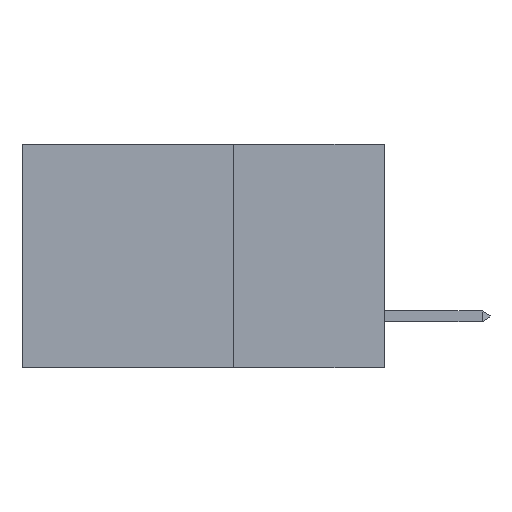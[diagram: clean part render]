
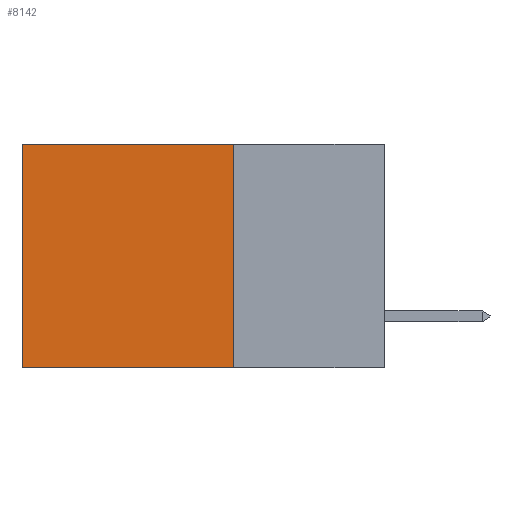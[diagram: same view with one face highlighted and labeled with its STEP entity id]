
A CAD part, left-side view. The second image highlights one B-rep face of the part: STEP entity #8142.
In plain terms, the highlighted planar face has unit normal (-1, 0, 0).
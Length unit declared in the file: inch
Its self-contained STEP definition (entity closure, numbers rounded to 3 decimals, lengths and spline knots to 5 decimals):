
#386 = VERTEX_POINT ( 'NONE', #918 ) ;
#630 = AXIS2_PLACEMENT_3D ( 'NONE', #3005, #9767, #1939 ) ;
#918 = CARTESIAN_POINT ( 'NONE',  ( 0.2875, 0.25, 0. ) ) ;
#1319 = LINE ( 'NONE', #2450, #12592 ) ;
#1357 = ORIENTED_EDGE ( 'NONE', *, *, #1685, .F. ) ;
#1583 = ORIENTED_EDGE ( 'NONE', *, *, #7309, .T. ) ;
#1685 = EDGE_CURVE ( 'NONE', #386, #7686, #14461, .T. ) ;
#1750 = LINE ( 'NONE', #5298, #1902 ) ;
#1762 = DIRECTION ( 'NONE',  ( 0., 0., -1. ) ) ;
#1770 = EDGE_CURVE ( 'NONE', #7686, #11359, #2355, .T. ) ;
#1902 = VECTOR ( 'NONE', #8597, 39.37008 ) ;
#1939 = DIRECTION ( 'NONE',  ( 0., 0., -1. ) ) ;
#2069 = EDGE_CURVE ( 'NONE', #2536, #11359, #1750, .T. ) ;
#2355 = LINE ( 'NONE', #2424, #13890 ) ;
#2369 = ORIENTED_EDGE ( 'NONE', *, *, #2069, .T. ) ;
#2424 = CARTESIAN_POINT ( 'NONE',  ( 0.2875, 0.25, -0.37 ) ) ;
#2450 = CARTESIAN_POINT ( 'NONE',  ( 0.2875, 0.25, 0. ) ) ;
#2536 = VERTEX_POINT ( 'NONE', #12381 ) ;
#3005 = CARTESIAN_POINT ( 'NONE',  ( 0.2875, 0.25, 0. ) ) ;
#3160 = CARTESIAN_POINT ( 'NONE',  ( 0.2875, 0.25, -0.37 ) ) ;
#3568 = DIRECTION ( 'NONE',  ( 0., 1., 0. ) ) ;
#4357 = ORIENTED_EDGE ( 'NONE', *, *, #1770, .F. ) ;
#5197 = FACE_OUTER_BOUND ( 'NONE', #5750, .T. ) ;
#5298 = CARTESIAN_POINT ( 'NONE',  ( 0.2875, 0.6, 0. ) ) ;
#5382 = CARTESIAN_POINT ( 'NONE',  ( 0.2875, 0.6, -0.37 ) ) ;
#5750 = EDGE_LOOP ( 'NONE', ( #2369, #4357, #1357, #1583 ) ) ;
#7309 = EDGE_CURVE ( 'NONE', #386, #2536, #1319, .T. ) ;
#7686 = VERTEX_POINT ( 'NONE', #3160 ) ;
#8142 = ADVANCED_FACE ( 'NONE', ( #5197 ), #12241, .F. ) ;
#8597 = DIRECTION ( 'NONE',  ( 0., 0., -1. ) ) ;
#8848 = VECTOR ( 'NONE', #1762, 39.37008 ) ;
#9767 = DIRECTION ( 'NONE',  ( 1., 0., 0. ) ) ;
#11228 = CARTESIAN_POINT ( 'NONE',  ( 0.2875, 0.25, 0. ) ) ;
#11359 = VERTEX_POINT ( 'NONE', #5382 ) ;
#12241 = PLANE ( 'NONE',  #630 ) ;
#12381 = CARTESIAN_POINT ( 'NONE',  ( 0.2875, 0.6, 0. ) ) ;
#12592 = VECTOR ( 'NONE', #13887, 39.37008 ) ;
#13887 = DIRECTION ( 'NONE',  ( 0., 1., 0. ) ) ;
#13890 = VECTOR ( 'NONE', #3568, 39.37008 ) ;
#14461 = LINE ( 'NONE', #11228, #8848 ) ;
